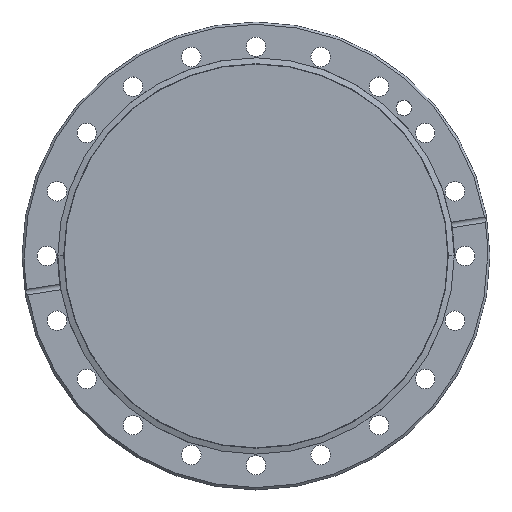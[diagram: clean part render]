
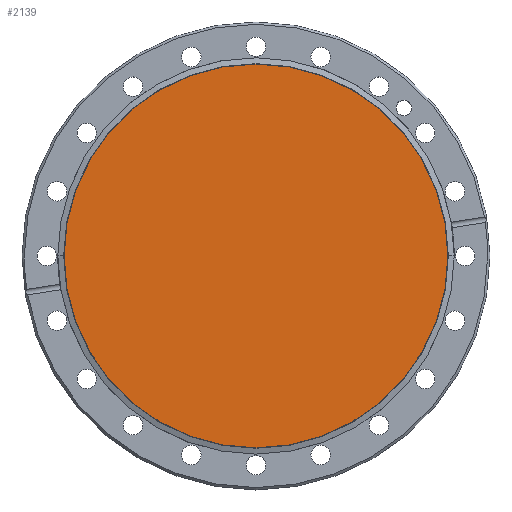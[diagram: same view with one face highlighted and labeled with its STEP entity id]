
A CAD part, top view. The second image highlights one B-rep face of the part: STEP entity #2139.
In plain terms, the highlighted planar face has unit normal (0, 0, 1).
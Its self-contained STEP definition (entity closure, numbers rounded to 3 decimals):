
#5 = CARTESIAN_POINT ( 'NONE',  ( -82.998, 0., -1.2 ) ) ;
#119 = ORIENTED_EDGE ( 'NONE', *, *, #1376, .T. ) ;
#241 = EDGE_CURVE ( 'NONE', #2306, #615, #734, .T. ) ;
#325 = CARTESIAN_POINT ( 'NONE',  ( 82.998, 0., -1.2 ) ) ;
#337 = DIRECTION ( 'NONE',  ( 0., 0., 1. ) ) ;
#341 = DIRECTION ( 'NONE',  ( 0., 0., 1. ) ) ;
#363 = DIRECTION ( 'NONE',  ( 1., 0., 0. ) ) ;
#387 = AXIS2_PLACEMENT_3D ( 'NONE', #735, #2013, #921 ) ;
#615 = VERTEX_POINT ( 'NONE', #325 ) ;
#687 = CARTESIAN_POINT ( 'NONE',  ( 0., 0., -1.2 ) ) ;
#734 = CIRCLE ( 'NONE', #1492, 82.998 ) ;
#735 = CARTESIAN_POINT ( 'NONE',  ( 0., 0., -1.2 ) ) ;
#921 = DIRECTION ( 'NONE',  ( 1., 0., 0. ) ) ;
#1271 = CARTESIAN_POINT ( 'NONE',  ( 0., 0., -1.2 ) ) ;
#1292 = EDGE_LOOP ( 'NONE', ( #119, #1947 ) ) ;
#1376 = EDGE_CURVE ( 'NONE', #615, #2306, #1437, .T. ) ;
#1437 = CIRCLE ( 'NONE', #387, 82.998 ) ;
#1492 = AXIS2_PLACEMENT_3D ( 'NONE', #687, #337, #363 ) ;
#1644 = DIRECTION ( 'NONE',  ( 1., 0., 0. ) ) ;
#1711 = FACE_OUTER_BOUND ( 'NONE', #1292, .T. ) ;
#1947 = ORIENTED_EDGE ( 'NONE', *, *, #241, .T. ) ;
#2013 = DIRECTION ( 'NONE',  ( 0., 0., 1. ) ) ;
#2076 = AXIS2_PLACEMENT_3D ( 'NONE', #1271, #341, #1644 ) ;
#2139 = ADVANCED_FACE ( 'NONE', ( #1711 ), #2170, .T. ) ;
#2170 = PLANE ( 'NONE',  #2076 ) ;
#2306 = VERTEX_POINT ( 'NONE', #5 ) ;
